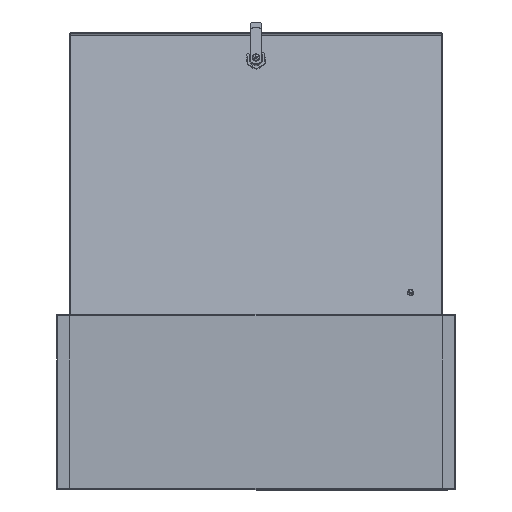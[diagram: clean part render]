
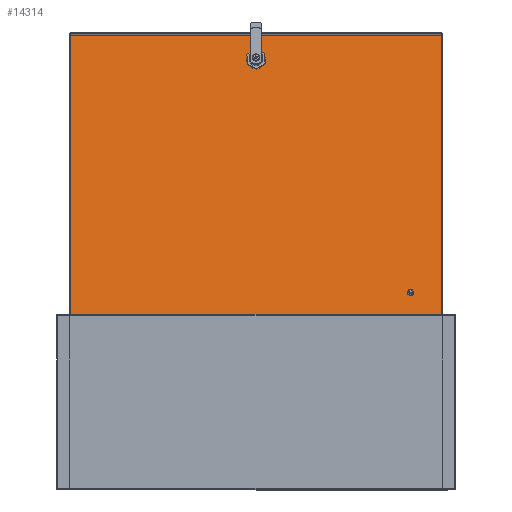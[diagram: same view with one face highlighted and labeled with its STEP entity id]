
A CAD part, left-side view. The second image highlights one B-rep face of the part: STEP entity #14314.
In plain terms, the highlighted face is planar.
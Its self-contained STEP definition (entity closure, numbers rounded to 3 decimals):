
#856 = CARTESIAN_POINT ( 'NONE',  ( -317.728, -213.163, -0.6 ) ) ;
#951 = ORIENTED_EDGE ( 'NONE', *, *, #6274, .T. ) ;
#1383 = ORIENTED_EDGE ( 'NONE', *, *, #10041, .T. ) ;
#1429 = DIRECTION ( 'NONE',  ( 0., 0., 1. ) ) ;
#1713 = CARTESIAN_POINT ( 'NONE',  ( -287.728, 18.937, -0.6 ) ) ;
#1818 = CARTESIAN_POINT ( 'NONE',  ( -317.728, 251.037, -0.6 ) ) ;
#1970 = EDGE_CURVE ( 'NONE', #2924, #18993, #22451, .T. ) ;
#2256 = DIRECTION ( 'NONE',  ( 0., 0., 1. ) ) ;
#2318 = VERTEX_POINT ( 'NONE', #5950 ) ;
#2464 = LINE ( 'NONE', #12284, #22378 ) ;
#2814 = PLANE ( 'NONE',  #24201 ) ;
#2924 = VERTEX_POINT ( 'NONE', #11760 ) ;
#2972 = VERTEX_POINT ( 'NONE', #21597 ) ;
#3169 = FACE_OUTER_BOUND ( 'NONE', #5653, .T. ) ;
#3269 = ORIENTED_EDGE ( 'NONE', *, *, #14622, .F. ) ;
#3654 = DIRECTION ( 'NONE',  ( 1., 0., 0. ) ) ;
#3819 = DIRECTION ( 'NONE',  ( -1., 0., 0. ) ) ;
#4312 = LINE ( 'NONE', #18894, #12766 ) ;
#5402 = DIRECTION ( 'NONE',  ( 0., -1., 0. ) ) ;
#5653 = EDGE_LOOP ( 'NONE', ( #9961, #3269, #8051, #20044 ) ) ;
#5710 = EDGE_CURVE ( 'NONE', #10978, #7947, #4312, .T. ) ;
#5950 = CARTESIAN_POINT ( 'NONE',  ( 45.772, 251.037, -0.6 ) ) ;
#6274 = EDGE_CURVE ( 'NONE', #18993, #2924, #14514, .T. ) ;
#6434 = EDGE_CURVE ( 'NONE', #7947, #7710, #2464, .T. ) ;
#6500 = EDGE_CURVE ( 'NONE', #2972, #20347, #21166, .T. ) ;
#6778 = CIRCLE ( 'NONE', #19357, 9.25 ) ;
#7113 = LINE ( 'NONE', #21259, #11635 ) ;
#7710 = VERTEX_POINT ( 'NONE', #10979 ) ;
#7947 = VERTEX_POINT ( 'NONE', #18118 ) ;
#8051 = ORIENTED_EDGE ( 'NONE', *, *, #23062, .F. ) ;
#8059 = CARTESIAN_POINT ( 'NONE',  ( -296.228, 15.288, -0.6 ) ) ;
#9047 = LINE ( 'NONE', #15261, #23803 ) ;
#9488 = ORIENTED_EDGE ( 'NONE', *, *, #19753, .T. ) ;
#9917 = AXIS2_PLACEMENT_3D ( 'NONE', #1713, #15167, #3654 ) ;
#9961 = ORIENTED_EDGE ( 'NONE', *, *, #5710, .F. ) ;
#10041 = EDGE_CURVE ( 'NONE', #13618, #13015, #22751, .T. ) ;
#10481 = AXIS2_PLACEMENT_3D ( 'NONE', #10541, #24023, #12482 ) ;
#10541 = CARTESIAN_POINT ( 'NONE',  ( 7.372, -174.763, -0.6 ) ) ;
#10767 = CARTESIAN_POINT ( 'NONE',  ( 6.872, -174.763, -0.6 ) ) ;
#10978 = VERTEX_POINT ( 'NONE', #1818 ) ;
#10979 = CARTESIAN_POINT ( 'NONE',  ( 45.772, -213.163, -0.6 ) ) ;
#11251 = CARTESIAN_POINT ( 'NONE',  ( -279.228, 15.288, -0.6 ) ) ;
#11635 = VECTOR ( 'NONE', #3819, 1000. ) ;
#11760 = CARTESIAN_POINT ( 'NONE',  ( 7.872, -174.763, -0.6 ) ) ;
#12121 = VECTOR ( 'NONE', #24342, 1000. ) ;
#12284 = CARTESIAN_POINT ( 'NONE',  ( -317.728, -213.163, -0.6 ) ) ;
#12398 = ORIENTED_EDGE ( 'NONE', *, *, #6500, .T. ) ;
#12482 = DIRECTION ( 'NONE',  ( 1., 0., 0. ) ) ;
#12605 = ORIENTED_EDGE ( 'NONE', *, *, #14903, .T. ) ;
#12766 = VECTOR ( 'NONE', #5402, 1000. ) ;
#12824 = FACE_BOUND ( 'NONE', #22237, .T. ) ;
#12978 = CARTESIAN_POINT ( 'NONE',  ( -287.728, 18.937, -0.6 ) ) ;
#13015 = VERTEX_POINT ( 'NONE', #16475 ) ;
#13618 = VERTEX_POINT ( 'NONE', #11251 ) ;
#13781 = CARTESIAN_POINT ( 'NONE',  ( 7.372, -174.763, -0.6 ) ) ;
#13935 = CIRCLE ( 'NONE', #9917, 9.25 ) ;
#14314 = ADVANCED_FACE ( 'NONE', ( #12824, #22467, #3169 ), #2814, .F. ) ;
#14514 = CIRCLE ( 'NONE', #19039, 0.5 ) ;
#14622 = EDGE_CURVE ( 'NONE', #2318, #10978, #7113, .T. ) ;
#14889 = DIRECTION ( 'NONE',  ( 1., 0., 0. ) ) ;
#14903 = EDGE_CURVE ( 'NONE', #20347, #13618, #6778, .T. ) ;
#15167 = DIRECTION ( 'NONE',  ( 0., 0., 1. ) ) ;
#15261 = CARTESIAN_POINT ( 'NONE',  ( 45.772, 251.037, -0.6 ) ) ;
#15710 = DIRECTION ( 'NONE',  ( 1., 0., 0. ) ) ;
#16256 = DIRECTION ( 'NONE',  ( 1., 0., 0. ) ) ;
#16475 = CARTESIAN_POINT ( 'NONE',  ( -279.228, 22.586, -0.6 ) ) ;
#16777 = DIRECTION ( 'NONE',  ( 0., 1., 0. ) ) ;
#16859 = CARTESIAN_POINT ( 'NONE',  ( -279.228, 22.586, -0.6 ) ) ;
#18118 = CARTESIAN_POINT ( 'NONE',  ( -317.728, -213.163, -0.6 ) ) ;
#18894 = CARTESIAN_POINT ( 'NONE',  ( -317.728, 251.037, -0.6 ) ) ;
#18993 = VERTEX_POINT ( 'NONE', #10767 ) ;
#19039 = AXIS2_PLACEMENT_3D ( 'NONE', #13781, #2256, #15710 ) ;
#19176 = DIRECTION ( 'NONE',  ( 0., 1., 0. ) ) ;
#19357 = AXIS2_PLACEMENT_3D ( 'NONE', #12978, #1429, #14889 ) ;
#19749 = EDGE_LOOP ( 'NONE', ( #12398, #12605, #1383, #9488 ) ) ;
#19753 = EDGE_CURVE ( 'NONE', #13015, #2972, #13935, .T. ) ;
#20044 = ORIENTED_EDGE ( 'NONE', *, *, #6434, .F. ) ;
#20095 = DIRECTION ( 'NONE',  ( 0., 0., 1. ) ) ;
#20347 = VERTEX_POINT ( 'NONE', #8059 ) ;
#21166 = LINE ( 'NONE', #22389, #12121 ) ;
#21259 = CARTESIAN_POINT ( 'NONE',  ( -317.728, 251.037, -0.6 ) ) ;
#21597 = CARTESIAN_POINT ( 'NONE',  ( -296.228, 22.586, -0.6 ) ) ;
#22237 = EDGE_LOOP ( 'NONE', ( #22565, #951 ) ) ;
#22378 = VECTOR ( 'NONE', #23826, 1000. ) ;
#22389 = CARTESIAN_POINT ( 'NONE',  ( -296.228, 22.586, -0.6 ) ) ;
#22451 = CIRCLE ( 'NONE', #10481, 0.5 ) ;
#22467 = FACE_BOUND ( 'NONE', #19749, .T. ) ;
#22565 = ORIENTED_EDGE ( 'NONE', *, *, #1970, .T. ) ;
#22751 = LINE ( 'NONE', #16859, #24583 ) ;
#23062 = EDGE_CURVE ( 'NONE', #7710, #2318, #9047, .T. ) ;
#23803 = VECTOR ( 'NONE', #19176, 1000. ) ;
#23826 = DIRECTION ( 'NONE',  ( 1., 0., 0. ) ) ;
#24023 = DIRECTION ( 'NONE',  ( 0., 0., 1. ) ) ;
#24201 = AXIS2_PLACEMENT_3D ( 'NONE', #856, #20095, #16256 ) ;
#24342 = DIRECTION ( 'NONE',  ( 0., -1., 0. ) ) ;
#24583 = VECTOR ( 'NONE', #16777, 1000. ) ;
